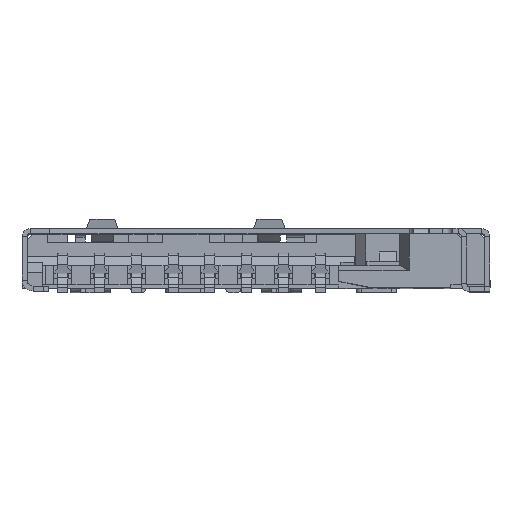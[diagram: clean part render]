
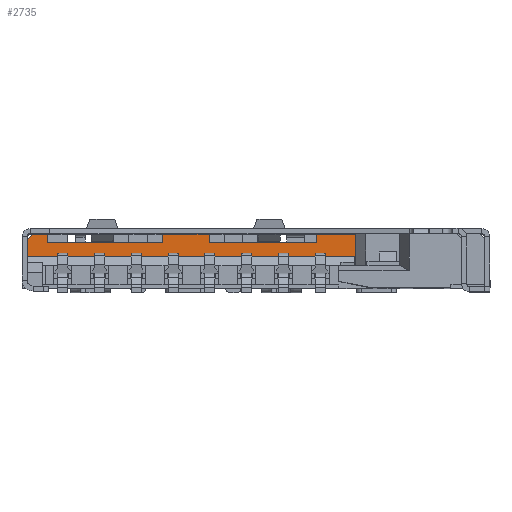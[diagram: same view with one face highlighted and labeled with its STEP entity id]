
A CAD part, top view. The second image highlights one B-rep face of the part: STEP entity #2735.
In plain terms, the highlighted planar face has unit normal (0, 0, 1).
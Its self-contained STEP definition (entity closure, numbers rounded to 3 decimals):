
#678 = DIRECTION ( 'NONE',  ( 0., 0., 1. ) ) ;
#774 = VECTOR ( 'NONE', #20112, 1000. ) ;
#1104 = CARTESIAN_POINT ( 'NONE',  ( -1.4, 1.5, -5.9 ) ) ;
#1314 = FACE_OUTER_BOUND ( 'NONE', #16641, .T. ) ;
#2025 = EDGE_CURVE ( 'NONE', #8767, #7559, #27969, .T. ) ;
#2066 = VECTOR ( 'NONE', #8612, 1000. ) ;
#2735 = ADVANCED_FACE ( 'NONE', ( #1314 ), #22179, .T. ) ;
#3068 = DIRECTION ( 'NONE',  ( 1., 0., 0. ) ) ;
#3476 = CARTESIAN_POINT ( 'NONE',  ( 4.349, 1.1, -5.9 ) ) ;
#3851 = ORIENTED_EDGE ( 'NONE', *, *, #7903, .F. ) ;
#3888 = VERTEX_POINT ( 'NONE', #29958 ) ;
#4200 = DIRECTION ( 'NONE',  ( 1., 0., 0. ) ) ;
#4355 = DIRECTION ( 'NONE',  ( -0.707, -0.707, 0. ) ) ;
#4365 = DIRECTION ( 'NONE',  ( 0., 1., 0. ) ) ;
#4437 = VECTOR ( 'NONE', #15977, 1000. ) ;
#4972 = VECTOR ( 'NONE', #3068, 1000. ) ;
#5171 = ORIENTED_EDGE ( 'NONE', *, *, #28235, .F. ) ;
#5353 = LINE ( 'NONE', #27439, #11158 ) ;
#5389 = CARTESIAN_POINT ( 'NONE',  ( -2.8, 1.75, -5.9 ) ) ;
#5458 = EDGE_CURVE ( 'NONE', #25229, #29974, #23832, .T. ) ;
#5603 = CARTESIAN_POINT ( 'NONE',  ( -2.8, 1.5, -5.9 ) ) ;
#6337 = DIRECTION ( 'NONE',  ( 0., 1., 0. ) ) ;
#6536 = ORIENTED_EDGE ( 'NONE', *, *, #19816, .T. ) ;
#6806 = VECTOR ( 'NONE', #4355, 1000. ) ;
#7487 = VECTOR ( 'NONE', #23642, 1000. ) ;
#7559 = VERTEX_POINT ( 'NONE', #25772 ) ;
#7762 = ORIENTED_EDGE ( 'NONE', *, *, #21348, .T. ) ;
#7903 = EDGE_CURVE ( 'NONE', #33838, #30736, #30074, .T. ) ;
#8612 = DIRECTION ( 'NONE',  ( 0., 1., 0. ) ) ;
#8767 = VERTEX_POINT ( 'NONE', #23781 ) ;
#9049 = CARTESIAN_POINT ( 'NONE',  ( -6.231, 1.5, -5.9 ) ) ;
#9254 = EDGE_CURVE ( 'NONE', #17575, #28871, #26071, .T. ) ;
#9482 = CARTESIAN_POINT ( 'NONE',  ( 1.82, 1.5, -5.9 ) ) ;
#10682 = CARTESIAN_POINT ( 'NONE',  ( 4., 1.07, -5.9 ) ) ;
#11155 = LINE ( 'NONE', #35275, #20330 ) ;
#11158 = VECTOR ( 'NONE', #27189, 1000. ) ;
#11467 = ORIENTED_EDGE ( 'NONE', *, *, #5458, .F. ) ;
#11636 = VERTEX_POINT ( 'NONE', #14591 ) ;
#11864 = EDGE_CURVE ( 'NONE', #33838, #3888, #27404, .T. ) ;
#11885 = CARTESIAN_POINT ( 'NONE',  ( 4.7, 1.75, -5.9 ) ) ;
#12140 = CARTESIAN_POINT ( 'NONE',  ( -2.8, 1.5, -5.9 ) ) ;
#12537 = ORIENTED_EDGE ( 'NONE', *, *, #26832, .T. ) ;
#13608 = CIRCLE ( 'NONE', #30205, 0.35 ) ;
#14027 = CARTESIAN_POINT ( 'NONE',  ( 4.7, 0.7, -5.9 ) ) ;
#14167 = DIRECTION ( 'NONE',  ( 0., 1., 0. ) ) ;
#14396 = VECTOR ( 'NONE', #39115, 1000. ) ;
#14591 = CARTESIAN_POINT ( 'NONE',  ( 3.651, 1.1, -5.9 ) ) ;
#14918 = DIRECTION ( 'NONE',  ( 1., 0., 0. ) ) ;
#15765 = LINE ( 'NONE', #5603, #14396 ) ;
#15977 = DIRECTION ( 'NONE',  ( 1., 0., 0. ) ) ;
#16030 = EDGE_CURVE ( 'NONE', #11636, #34197, #13608, .T. ) ;
#16054 = CARTESIAN_POINT ( 'NONE',  ( -6.85, 1.6, -5.9 ) ) ;
#16088 = LINE ( 'NONE', #27676, #4972 ) ;
#16147 = CARTESIAN_POINT ( 'NONE',  ( 0., 1.1, -5.9 ) ) ;
#16221 = DIRECTION ( 'NONE',  ( 1., 0., 0. ) ) ;
#16611 = ORIENTED_EDGE ( 'NONE', *, *, #30609, .F. ) ;
#16641 = EDGE_LOOP ( 'NONE', ( #12537, #25928, #6536, #19318, #30359, #22763, #3851, #37268, #5171, #16611, #11467, #7762, #25254, #37423, #28107, #29219 ) ) ;
#16743 = DIRECTION ( 'NONE',  ( 0., 0., -1. ) ) ;
#16930 = VECTOR ( 'NONE', #6337, 1000. ) ;
#17550 = CARTESIAN_POINT ( 'NONE',  ( 0., 1.1, -5.9 ) ) ;
#17575 = VERTEX_POINT ( 'NONE', #39843 ) ;
#17727 = LINE ( 'NONE', #17550, #774 ) ;
#19197 = CARTESIAN_POINT ( 'NONE',  ( 1.82, 1.75, -5.9 ) ) ;
#19318 = ORIENTED_EDGE ( 'NONE', *, *, #36681, .T. ) ;
#19742 = CARTESIAN_POINT ( 'NONE',  ( -3.875, 4.575, -5.9 ) ) ;
#19816 = EDGE_CURVE ( 'NONE', #34197, #22687, #17727, .T. ) ;
#20112 = DIRECTION ( 'NONE',  ( 1., 0., 0. ) ) ;
#20330 = VECTOR ( 'NONE', #4200, 1000. ) ;
#20749 = VECTOR ( 'NONE', #22375, 1000. ) ;
#20928 = CARTESIAN_POINT ( 'NONE',  ( 0., 1.75, -5.9 ) ) ;
#21136 = EDGE_CURVE ( 'NONE', #8767, #38628, #29063, .T. ) ;
#21348 = EDGE_CURVE ( 'NONE', #25229, #7559, #5353, .T. ) ;
#21558 = EDGE_CURVE ( 'NONE', #17575, #38628, #26127, .T. ) ;
#21884 = VECTOR ( 'NONE', #14918, 1000. ) ;
#22179 = PLANE ( 'NONE',  #25521 ) ;
#22375 = DIRECTION ( 'NONE',  ( 1., 0., 0. ) ) ;
#22687 = VERTEX_POINT ( 'NONE', #36643 ) ;
#22763 = ORIENTED_EDGE ( 'NONE', *, *, #26702, .F. ) ;
#22968 = CARTESIAN_POINT ( 'NONE',  ( -1.4, 1.5, -5.9 ) ) ;
#23642 = DIRECTION ( 'NONE',  ( 1., 0., 0. ) ) ;
#23781 = CARTESIAN_POINT ( 'NONE',  ( -6.7, 1.75, -5.9 ) ) ;
#23832 = LINE ( 'NONE', #9049, #21884 ) ;
#24387 = EDGE_CURVE ( 'NONE', #38050, #36305, #38974, .T. ) ;
#24730 = LINE ( 'NONE', #14027, #33928 ) ;
#25229 = VERTEX_POINT ( 'NONE', #31022 ) ;
#25254 = ORIENTED_EDGE ( 'NONE', *, *, #2025, .F. ) ;
#25300 = LINE ( 'NONE', #39591, #2066 ) ;
#25468 = VECTOR ( 'NONE', #4365, 1000. ) ;
#25521 = AXIS2_PLACEMENT_3D ( 'NONE', #34488, #678, #16221 ) ;
#25592 = CARTESIAN_POINT ( 'NONE',  ( 2.95, 1.1, -5.9 ) ) ;
#25772 = CARTESIAN_POINT ( 'NONE',  ( -6.231, 1.75, -5.9 ) ) ;
#25928 = ORIENTED_EDGE ( 'NONE', *, *, #16030, .T. ) ;
#26071 = LINE ( 'NONE', #16147, #20749 ) ;
#26127 = LINE ( 'NONE', #34187, #16930 ) ;
#26702 = EDGE_CURVE ( 'NONE', #30736, #38050, #25300, .T. ) ;
#26832 = EDGE_CURVE ( 'NONE', #28871, #11636, #16088, .T. ) ;
#27189 = DIRECTION ( 'NONE',  ( 0., 1., 0. ) ) ;
#27404 = LINE ( 'NONE', #28289, #25468 ) ;
#27439 = CARTESIAN_POINT ( 'NONE',  ( -6.231, 1.5, -5.9 ) ) ;
#27676 = CARTESIAN_POINT ( 'NONE',  ( 0., 1.1, -5.9 ) ) ;
#27969 = LINE ( 'NONE', #31703, #35219 ) ;
#28107 = ORIENTED_EDGE ( 'NONE', *, *, #21558, .F. ) ;
#28235 = EDGE_CURVE ( 'NONE', #29840, #3888, #11155, .T. ) ;
#28289 = CARTESIAN_POINT ( 'NONE',  ( -1.4, 1.5, -5.9 ) ) ;
#28871 = VERTEX_POINT ( 'NONE', #25592 ) ;
#29063 = LINE ( 'NONE', #19742, #6806 ) ;
#29219 = ORIENTED_EDGE ( 'NONE', *, *, #9254, .T. ) ;
#29840 = VERTEX_POINT ( 'NONE', #5389 ) ;
#29958 = CARTESIAN_POINT ( 'NONE',  ( -1.4, 1.75, -5.9 ) ) ;
#29974 = VERTEX_POINT ( 'NONE', #12140 ) ;
#30074 = LINE ( 'NONE', #1104, #4437 ) ;
#30205 = AXIS2_PLACEMENT_3D ( 'NONE', #10682, #16743, #32187 ) ;
#30359 = ORIENTED_EDGE ( 'NONE', *, *, #24387, .F. ) ;
#30609 = EDGE_CURVE ( 'NONE', #29974, #29840, #15765, .T. ) ;
#30736 = VERTEX_POINT ( 'NONE', #9482 ) ;
#31022 = CARTESIAN_POINT ( 'NONE',  ( -6.231, 1.5, -5.9 ) ) ;
#31703 = CARTESIAN_POINT ( 'NONE',  ( 0., 1.75, -5.9 ) ) ;
#32187 = DIRECTION ( 'NONE',  ( 1., 0., 0. ) ) ;
#33838 = VERTEX_POINT ( 'NONE', #22968 ) ;
#33928 = VECTOR ( 'NONE', #14167, 1000. ) ;
#34187 = CARTESIAN_POINT ( 'NONE',  ( -6.85, 0.7, -5.9 ) ) ;
#34197 = VERTEX_POINT ( 'NONE', #3476 ) ;
#34269 = DIRECTION ( 'NONE',  ( 1., 0., 0. ) ) ;
#34488 = CARTESIAN_POINT ( 'NONE',  ( 0., 0.7, -5.9 ) ) ;
#35219 = VECTOR ( 'NONE', #34269, 1000. ) ;
#35275 = CARTESIAN_POINT ( 'NONE',  ( 0., 1.75, -5.9 ) ) ;
#36305 = VERTEX_POINT ( 'NONE', #11885 ) ;
#36643 = CARTESIAN_POINT ( 'NONE',  ( 4.7, 1.1, -5.9 ) ) ;
#36681 = EDGE_CURVE ( 'NONE', #22687, #36305, #24730, .T. ) ;
#37268 = ORIENTED_EDGE ( 'NONE', *, *, #11864, .T. ) ;
#37423 = ORIENTED_EDGE ( 'NONE', *, *, #21136, .T. ) ;
#38050 = VERTEX_POINT ( 'NONE', #19197 ) ;
#38628 = VERTEX_POINT ( 'NONE', #16054 ) ;
#38974 = LINE ( 'NONE', #20928, #7487 ) ;
#39115 = DIRECTION ( 'NONE',  ( 0., 1., 0. ) ) ;
#39591 = CARTESIAN_POINT ( 'NONE',  ( 1.82, 1.5, -5.9 ) ) ;
#39843 = CARTESIAN_POINT ( 'NONE',  ( -6.85, 1.1, -5.9 ) ) ;
